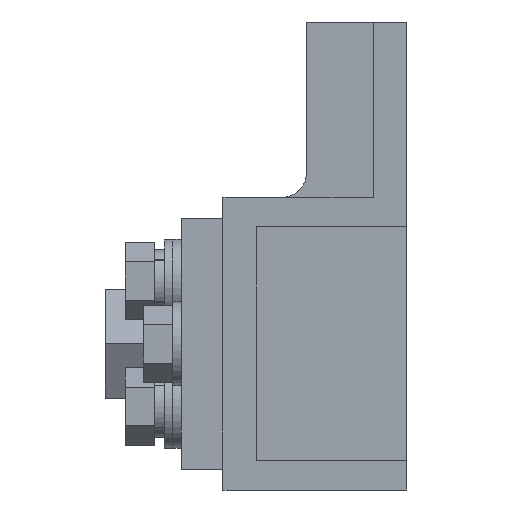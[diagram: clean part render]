
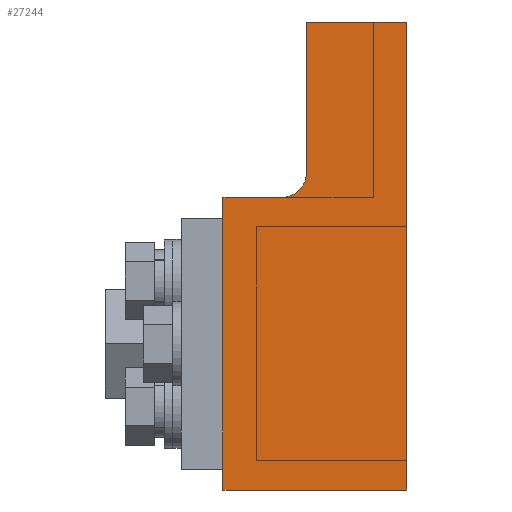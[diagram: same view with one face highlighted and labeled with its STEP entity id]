
A CAD part, left-side view. The second image highlights one B-rep face of the part: STEP entity #27244.
In plain terms, the highlighted face is planar.
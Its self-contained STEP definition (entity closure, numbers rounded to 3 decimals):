
#401 = LINE ( 'NONE', #13110, #18753 ) ;
#752 = CARTESIAN_POINT ( 'NONE',  ( -42.5, 27., 11. ) ) ;
#1104 = CARTESIAN_POINT ( 'NONE',  ( -77.5, 22., 11. ) ) ;
#1521 = CARTESIAN_POINT ( 'NONE',  ( -77.5, 22., 11. ) ) ;
#2190 = DIRECTION ( 'NONE',  ( 0., -1., 0. ) ) ;
#3429 = CARTESIAN_POINT ( 'NONE',  ( -77.5, 0., 11. ) ) ;
#3439 = ORIENTED_EDGE ( 'NONE', *, *, #8095, .T. ) ;
#4023 = ORIENTED_EDGE ( 'NONE', *, *, #10370, .F. ) ;
#6022 = EDGE_LOOP ( 'NONE', ( #22672, #11555, #7267, #4023, #10766, #3439, #14277 ) ) ;
#6029 = VERTEX_POINT ( 'NONE', #1104 ) ;
#6645 = EDGE_CURVE ( 'NONE', #20909, #6029, #18116, .T. ) ;
#6696 = DIRECTION ( 'NONE',  ( -1., 0., 0. ) ) ;
#6793 = DIRECTION ( 'NONE',  ( -1., 0., 0. ) ) ;
#6897 = CARTESIAN_POINT ( 'NONE',  ( -39.5, 12., 11. ) ) ;
#7267 = ORIENTED_EDGE ( 'NONE', *, *, #8271, .T. ) ;
#7775 = FACE_OUTER_BOUND ( 'NONE', #6022, .T. ) ;
#8095 = EDGE_CURVE ( 'NONE', #18549, #24522, #25988, .T. ) ;
#8271 = EDGE_CURVE ( 'NONE', #28303, #8440, #401, .T. ) ;
#8440 = VERTEX_POINT ( 'NONE', #18306 ) ;
#8630 = CARTESIAN_POINT ( 'NONE',  ( -42.5, 22., 11. ) ) ;
#10370 = EDGE_CURVE ( 'NONE', #25195, #8440, #11425, .T. ) ;
#10392 = EDGE_CURVE ( 'NONE', #6029, #28303, #17312, .T. ) ;
#10766 = ORIENTED_EDGE ( 'NONE', *, *, #23239, .T. ) ;
#10985 = AXIS2_PLACEMENT_3D ( 'NONE', #1521, #12947, #21600 ) ;
#11314 = LINE ( 'NONE', #752, #16866 ) ;
#11425 = LINE ( 'NONE', #19673, #27321 ) ;
#11555 = ORIENTED_EDGE ( 'NONE', *, *, #10392, .T. ) ;
#12415 = CARTESIAN_POINT ( 'NONE',  ( -21.5, 12., 11. ) ) ;
#12947 = DIRECTION ( 'NONE',  ( 0., 0., -1. ) ) ;
#13110 = CARTESIAN_POINT ( 'NONE',  ( -77.5, 0., 11. ) ) ;
#14277 = ORIENTED_EDGE ( 'NONE', *, *, #23842, .T. ) ;
#14311 = VECTOR ( 'NONE', #6793, 1000. ) ;
#15144 = VECTOR ( 'NONE', #6696, 1000. ) ;
#15593 = DIRECTION ( 'NONE',  ( 1., 0., 0. ) ) ;
#15836 = LINE ( 'NONE', #6897, #15144 ) ;
#16081 = AXIS2_PLACEMENT_3D ( 'NONE', #25606, #16436, #28111 ) ;
#16436 = DIRECTION ( 'NONE',  ( 0., 0., -1. ) ) ;
#16866 = VECTOR ( 'NONE', #18358, 1000. ) ;
#17312 = LINE ( 'NONE', #26329, #21078 ) ;
#18116 = LINE ( 'NONE', #26534, #14311 ) ;
#18306 = CARTESIAN_POINT ( 'NONE',  ( -21.5, 0., 11. ) ) ;
#18358 = DIRECTION ( 'NONE',  ( 0., 1., 0. ) ) ;
#18549 = VERTEX_POINT ( 'NONE', #25776 ) ;
#18753 = VECTOR ( 'NONE', #15593, 1000. ) ;
#19673 = CARTESIAN_POINT ( 'NONE',  ( -21.5, 0., 11. ) ) ;
#20909 = VERTEX_POINT ( 'NONE', #8630 ) ;
#21078 = VECTOR ( 'NONE', #24012, 1000. ) ;
#21600 = DIRECTION ( 'NONE',  ( -1., 0., 0. ) ) ;
#21884 = CARTESIAN_POINT ( 'NONE',  ( -42.5, 15., 11. ) ) ;
#22672 = ORIENTED_EDGE ( 'NONE', *, *, #6645, .T. ) ;
#23239 = EDGE_CURVE ( 'NONE', #25195, #18549, #15836, .T. ) ;
#23842 = EDGE_CURVE ( 'NONE', #24522, #20909, #11314, .T. ) ;
#23916 = PLANE ( 'NONE',  #10985 ) ;
#24012 = DIRECTION ( 'NONE',  ( 0., -1., 0. ) ) ;
#24522 = VERTEX_POINT ( 'NONE', #21884 ) ;
#25195 = VERTEX_POINT ( 'NONE', #12415 ) ;
#25606 = CARTESIAN_POINT ( 'NONE',  ( -39.5, 15., 11. ) ) ;
#25776 = CARTESIAN_POINT ( 'NONE',  ( -39.5, 12., 11. ) ) ;
#25988 = CIRCLE ( 'NONE', #16081, 3. ) ;
#26329 = CARTESIAN_POINT ( 'NONE',  ( -77.5, 0., 11. ) ) ;
#26534 = CARTESIAN_POINT ( 'NONE',  ( -74., 22., 11. ) ) ;
#27244 = ADVANCED_FACE ( 'NONE', ( #7775 ), #23916, .F. ) ;
#27321 = VECTOR ( 'NONE', #2190, 1000. ) ;
#28111 = DIRECTION ( 'NONE',  ( 1., 0., 0. ) ) ;
#28303 = VERTEX_POINT ( 'NONE', #3429 ) ;
